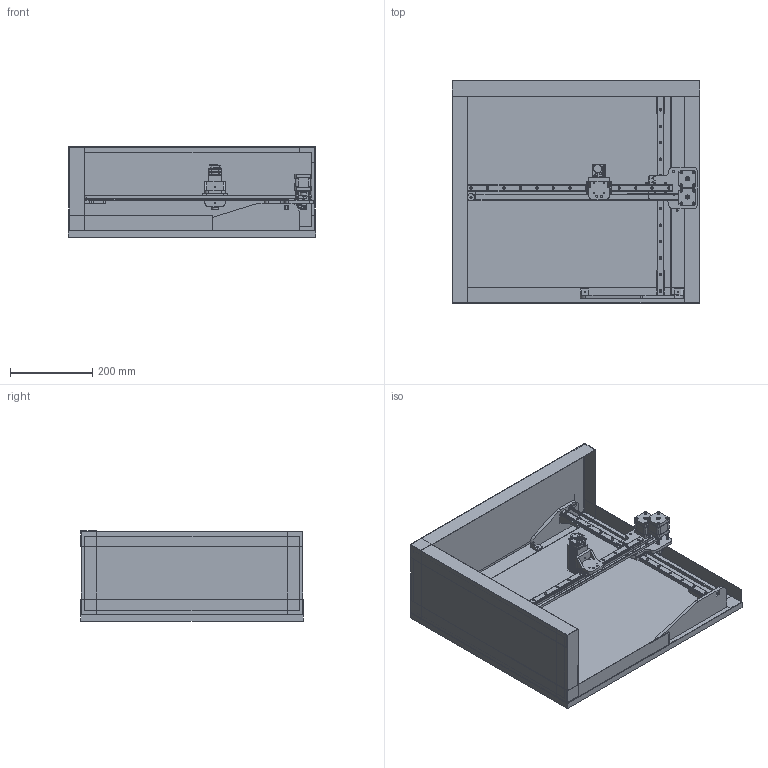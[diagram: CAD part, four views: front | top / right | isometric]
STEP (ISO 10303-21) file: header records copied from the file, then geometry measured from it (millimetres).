
FILE_DESCRIPTION(/* description */ (''),/* implementation_level */ '2;1');
FILE_NAME(/* name */ 'Laser Printer Cover v6.step',/* time_stamp */ '2023-12-04T09:48:07+08:00',/* author */ (''),/* organization */ (''),/* preprocessor_version */ 'ST-DEVELOPER v20',/* originating_system */ 'Autodesk Translation Framework v12.14.0.127',/* authorisation */ '');
FILE_SCHEMA (('AUTOMOTIVE_DESIGN { 1 0 10303 214 3 1 1 }'));
Length unit declared in the file: millimetre
Products named in the file (25): Laser Printer Cover; Metal Base; Angle Bar(20cm); Angle Bar(53.8cm); Angle Bar (60cm); Cover (18cmx52cm); Cover (58cmx18cm); Simple CNC Machine - DIY Laser Engraver; Side plate 1; MGN15H Linear rail; MGN15H block; Main mounting plate; Side plate 2; Y idler pulley support; Stepper NEMA 17 -  20mm shaft_Stepper NEMA 17 -  20mm shaft; Distance Nut m3; GT2 Idler Pulley; GT2 Pulley - Parametric_GT2 Pulley - Parametric; X GT2 timing belt; Y GT2 belt; Y mounting plate; Laser Module 5.5W; Y mounting plate 2; Micro switch_Micro switch; Angle Bar Cut(60cm)
Assembly tree (39 placements, depth 3):
  Laser Printer Cover
    Metal Base
    Angle Bar (60cm)  x2
    Angle Bar(53.8cm)  x3
    Angle Bar(20cm)  x3
    Cover (18cmx52cm)
    Cover (58cmx18cm)
    Simple CNC Machine - DIY Laser Engraver
      Side plate 1
      MGN15H Linear rail  x2
      MGN15H block  x2
      Main mounting plate
      Side plate 2
      Stepper NEMA 17 -  20mm shaft_Stepper NEMA 17 -  20mm shaft  x2
      GT2 Idler Pulley  x3
      Y idler pulley support
      Distance Nut m3  x4
      GT2 Pulley - Parametric_GT2 Pulley - Parametric  x2
      X GT2 timing belt
      Y GT2 belt
      Y mounting plate
      Laser Module 5.5W
      Y mounting plate 2
      Micro switch_Micro switch  x2
    Angle Bar Cut(60cm)
Bounding box: 600 x 540 x 219 mm (x, y, z)
Volume: 6370977.6 mm3; surface area: 1962456.9 mm2
Topology: 64 solids, 64 shells, 2150 faces, 5553 edges, 3697 vertices
Faces by surface type: plane 1415, cylinder 660, bspline 43, torus 26, cone 6
Full cylindrical faces by diameter (mm): 1.8 x6, 2 x8, 2.7 x4, 3 x58, 3.5 x30, 4 x2, 4.5 x6, 5 x18, 6 x36, 6.8 x1, 7 x4, 8 x1, 9 x4, 12 x3, 12.024 x1, 14.624 x4, 16 x1, 18 x8, 20 x1, 23 x2, 25 x1, 26 x1, 31 x2
Entity records: 47068 total; most frequent: CARTESIAN_POINT 10685, DIRECTION 7236, ORIENTED_EDGE 7220, EDGE_CURVE 3610, LINE 2622, VECTOR 2622, VERTEX_POINT 2402, AXIS2_PLACEMENT_3D 2307
